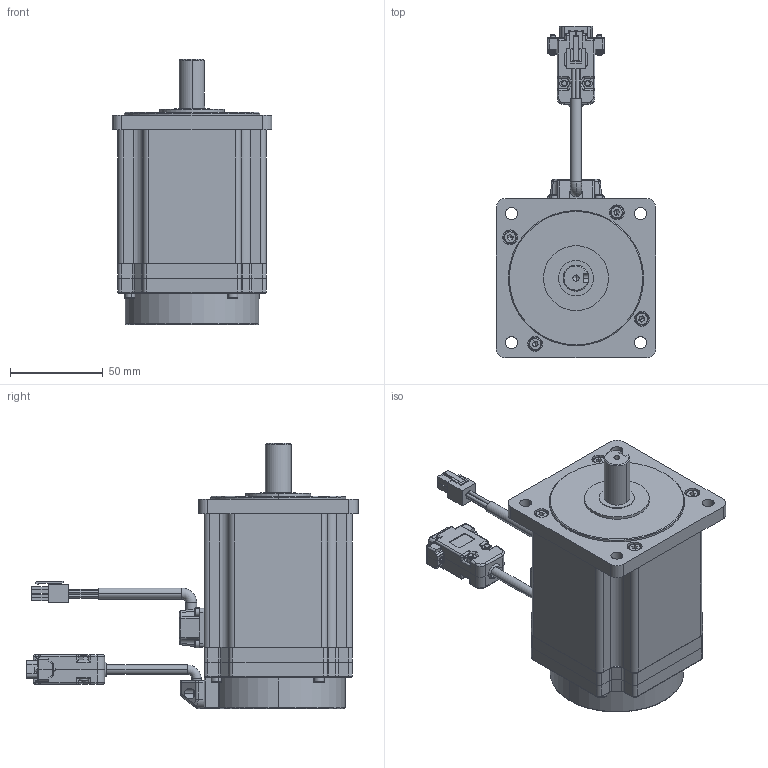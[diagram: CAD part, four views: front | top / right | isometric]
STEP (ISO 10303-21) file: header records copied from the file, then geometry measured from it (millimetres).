
FILE_DESCRIPTION (( 'STEP AP214' ), '1' );
FILE_NAME ('86BST-C02430.STEP', '2022-03-23T06:28:48', ( '' ), ( '' ), 'SwSTEP 2.0', 'SolidWorks 2020', '' );
FILE_SCHEMA (( 'AUTOMOTIVE_DESIGN' ));
Length unit declared in the file: millimetre
Products named in the file (30): 萇儂盄4堤盄; 儂旯; 43782; 43782_09; hexagon socket head cap screws gb222_GB_FASTENER_SCREWS_HSHCS M3X16-N; hexagon socket head cap screws gb222_GB_FASTENER_SCREWS_HSHCS M4X16-N; 43782_02; 43782_03; 86揤盄裔15; 43782_05; 晤鎢ん; 43782_07; hexagon socket head cap screws gb222_GB_FASTENER_SCREWS_HSHCS M2.5X16-N; 43782_01; 43782_12; 43782_04; 綴傷裔; 86BST-C02430; 43782_06; 侐褒揤盄裔; 蚐猾; 43782_08; 諉盄傷赽4R; DB9; 堤粣; 43782_11; 43782_10; 43782_13; ヶ傷裔; Plastika za DB9
Assembly tree (40 placements, depth 4):
  86BST-C02430
    ヶ傷裔
    儂旯
    晤鎢ん
    堤粣
    綴傷裔
    蚐猾
    86揤盄裔15
    侐褒揤盄裔
    萇儂盄4堤盄
    hexagon socket head cap screws gb222_GB_FASTENER_SCREWS_HSHCS M3X16-N  x4
    hexagon socket head cap screws gb222_GB_FASTENER_SCREWS_HSHCS M4X16-N  x4
    hexagon socket head cap screws gb222_GB_FASTENER_SCREWS_HSHCS M2.5X16-N  x6
    諉盄傷赽4R
    DB9
      Plastika za DB9
      43782
        43782_13
        43782_12
        43782_11
        43782_10
        43782_09
        43782_08
        43782_07
        43782_06
        43782_05
        43782_04
        43782_03
        43782_02
        43782_01
Bounding box: 86 x 179.11 x 143 mm (x, y, z)
Volume: 658160.1 mm3; surface area: 111419 mm2
Topology: 53 solids, 53 shells, 1705 faces, 4156 edges, 2565 vertices
Faces by surface type: plane 773, cylinder 668, cone 91, bspline 91, torus 66, sphere 16
Entity records: 54550 total; most frequent: CARTESIAN_POINT 9122, DIRECTION 7364, ORIENTED_EDGE 6920, EDGE_CURVE 3460, AXIS2_PLACEMENT_3D 2690, VERTEX_POINT 2202, VECTOR 1984, LINE 1984
